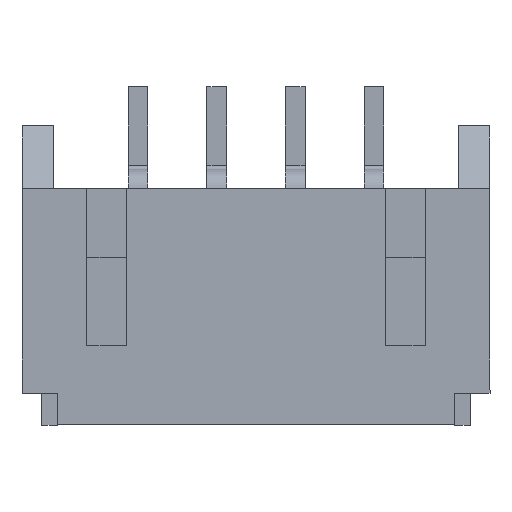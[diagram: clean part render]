
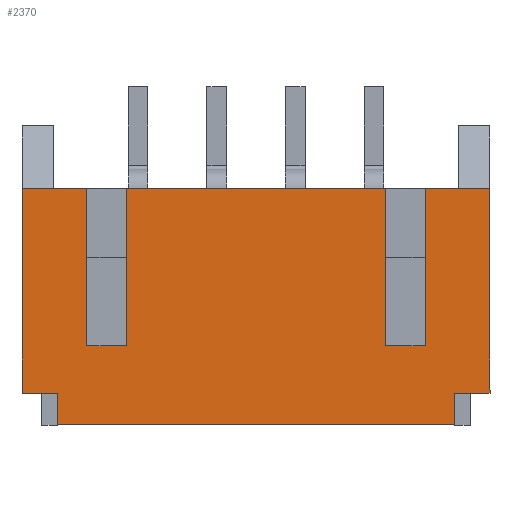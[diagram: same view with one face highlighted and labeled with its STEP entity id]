
A CAD part, top view. The second image highlights one B-rep face of the part: STEP entity #2370.
In plain terms, the highlighted planar face has unit normal (0, 0, 1).
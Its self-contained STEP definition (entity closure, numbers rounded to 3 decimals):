
#188=FACE_OUTER_BOUND('',#310,.T.);
#310=EDGE_LOOP('',(#1679,#1680,#1681,#1682,#1683,#1684,#1685,#1686,#1687,
#1688,#1689,#1690,#1691,#1692,#1693,#1694));
#441=LINE('',#3288,#749);
#445=LINE('',#3296,#753);
#453=LINE('',#3312,#761);
#477=LINE('',#3367,#785);
#478=LINE('',#3368,#786);
#479=LINE('',#3370,#787);
#480=LINE('',#3372,#788);
#481=LINE('',#3373,#789);
#482=LINE('',#3375,#790);
#483=LINE('',#3377,#791);
#484=LINE('',#3379,#792);
#485=LINE('',#3381,#793);
#486=LINE('',#3383,#794);
#487=LINE('',#3385,#795);
#488=LINE('',#3386,#796);
#489=LINE('',#3387,#797);
#749=VECTOR('',#2683,1000.);
#753=VECTOR('',#2687,1000.);
#761=VECTOR('',#2695,1000.);
#785=VECTOR('',#2737,1000.);
#786=VECTOR('',#2738,1000.);
#787=VECTOR('',#2739,1000.);
#788=VECTOR('',#2740,1000.);
#789=VECTOR('',#2741,1000.);
#790=VECTOR('',#2742,1000.);
#791=VECTOR('',#2743,1000.);
#792=VECTOR('',#2744,1000.);
#793=VECTOR('',#2745,1000.);
#794=VECTOR('',#2746,1000.);
#795=VECTOR('',#2747,1000.);
#796=VECTOR('',#2748,1000.);
#797=VECTOR('',#2749,1000.);
#1059=VERTEX_POINT('',#3286);
#1060=VERTEX_POINT('',#3287);
#1063=VERTEX_POINT('',#3293);
#1064=VERTEX_POINT('',#3295);
#1071=VERTEX_POINT('',#3309);
#1072=VERTEX_POINT('',#3311);
#1093=VERTEX_POINT('',#3365);
#1094=VERTEX_POINT('',#3366);
#1095=VERTEX_POINT('',#3369);
#1096=VERTEX_POINT('',#3371);
#1097=VERTEX_POINT('',#3374);
#1098=VERTEX_POINT('',#3376);
#1099=VERTEX_POINT('',#3378);
#1100=VERTEX_POINT('',#3380);
#1101=VERTEX_POINT('',#3382);
#1102=VERTEX_POINT('',#3384);
#1283=EDGE_CURVE('',#1059,#1060,#441,.T.);
#1287=EDGE_CURVE('',#1063,#1064,#445,.T.);
#1295=EDGE_CURVE('',#1071,#1072,#453,.T.);
#1322=EDGE_CURVE('',#1093,#1094,#477,.T.);
#1323=EDGE_CURVE('',#1060,#1093,#478,.T.);
#1324=EDGE_CURVE('',#1095,#1059,#479,.T.);
#1325=EDGE_CURVE('',#1096,#1095,#480,.T.);
#1326=EDGE_CURVE('',#1072,#1096,#481,.T.);
#1327=EDGE_CURVE('',#1071,#1097,#482,.T.);
#1328=EDGE_CURVE('',#1098,#1097,#483,.T.);
#1329=EDGE_CURVE('',#1099,#1098,#484,.T.);
#1330=EDGE_CURVE('',#1099,#1100,#485,.T.);
#1331=EDGE_CURVE('',#1101,#1100,#486,.T.);
#1332=EDGE_CURVE('',#1102,#1101,#487,.T.);
#1333=EDGE_CURVE('',#1102,#1064,#488,.T.);
#1334=EDGE_CURVE('',#1094,#1063,#489,.T.);
#1679=ORIENTED_EDGE('',*,*,#1322,.F.);
#1680=ORIENTED_EDGE('',*,*,#1323,.F.);
#1681=ORIENTED_EDGE('',*,*,#1283,.F.);
#1682=ORIENTED_EDGE('',*,*,#1324,.F.);
#1683=ORIENTED_EDGE('',*,*,#1325,.F.);
#1684=ORIENTED_EDGE('',*,*,#1326,.F.);
#1685=ORIENTED_EDGE('',*,*,#1295,.F.);
#1686=ORIENTED_EDGE('',*,*,#1327,.T.);
#1687=ORIENTED_EDGE('',*,*,#1328,.F.);
#1688=ORIENTED_EDGE('',*,*,#1329,.F.);
#1689=ORIENTED_EDGE('',*,*,#1330,.T.);
#1690=ORIENTED_EDGE('',*,*,#1331,.F.);
#1691=ORIENTED_EDGE('',*,*,#1332,.F.);
#1692=ORIENTED_EDGE('',*,*,#1333,.T.);
#1693=ORIENTED_EDGE('',*,*,#1287,.F.);
#1694=ORIENTED_EDGE('',*,*,#1334,.F.);
#2261=PLANE('',#2511);
#2370=ADVANCED_FACE('',(#188),#2261,.F.);
#2511=AXIS2_PLACEMENT_3D('',#3364,#2735,#2736);
#2683=DIRECTION('',(1.,0.,0.));
#2687=DIRECTION('',(1.,0.,0.));
#2695=DIRECTION('',(1.,0.,0.));
#2735=DIRECTION('center_axis',(0.,0.,
-1.));
#2736=DIRECTION('ref_axis',(1.,0.,0.));
#2737=DIRECTION('',(1.,0.,0.));
#2738=DIRECTION('',(0.,-1.,0.));
#2739=DIRECTION('',(0.,1.,0.));
#2740=DIRECTION('',(1.,0.,0.));
#2741=DIRECTION('',(0.,-1.,0.));
#2742=DIRECTION('',(0.,-1.,0.));
#2743=DIRECTION('',(-1.,0.,0.));
#2744=DIRECTION('',(0.,1.,0.));
#2745=DIRECTION('',(1.,0.,0.));
#2746=DIRECTION('',(0.,-1.,0.));
#2747=DIRECTION('',(-1.,0.,0.));
#2748=DIRECTION('',(0.,1.,0.));
#2749=DIRECTION('',(0.,1.,0.));
#3286=CARTESIAN_POINT('',(-3.3,3.,5.6));
#3287=CARTESIAN_POINT('',(3.3,3.,5.6));
#3288=CARTESIAN_POINT('',(-5.95,3.,5.6));
#3293=CARTESIAN_POINT('',(4.3,3.,5.6));
#3295=CARTESIAN_POINT('',(5.95,3.,5.6));
#3296=CARTESIAN_POINT('',(-5.95,3.,5.6));
#3309=CARTESIAN_POINT('',(-5.95,3.,5.6));
#3311=CARTESIAN_POINT('',(-4.3,3.,5.6));
#3312=CARTESIAN_POINT('',(-5.95,3.,5.6));
#3364=CARTESIAN_POINT('Origin',(-5.95,4.6,5.6));
#3365=CARTESIAN_POINT('',(3.3,-1.,5.6));
#3366=CARTESIAN_POINT('',(4.3,-1.,5.6));
#3367=CARTESIAN_POINT('',(4.3,-1.,5.6));
#3368=CARTESIAN_POINT('',(3.3,-1.,5.6));
#3369=CARTESIAN_POINT('',(-3.3,-1.,5.6));
#3370=CARTESIAN_POINT('',(-3.3,-1.,5.6));
#3371=CARTESIAN_POINT('',(-4.3,-1.,5.6));
#3372=CARTESIAN_POINT('',(-4.3,-1.,5.6));
#3373=CARTESIAN_POINT('',(-4.3,-1.,5.6));
#3374=CARTESIAN_POINT('',(-5.95,-2.2,5.6));
#3375=CARTESIAN_POINT('',(-5.95,-3.,5.6));
#3376=CARTESIAN_POINT('',(-5.05,-2.2,5.6));
#3377=CARTESIAN_POINT('',(-5.95,-2.2,5.6));
#3378=CARTESIAN_POINT('',(-5.05,-3.,5.6));
#3379=CARTESIAN_POINT('',(-5.05,-3.,5.6));
#3380=CARTESIAN_POINT('',(5.05,-3.,5.6));
#3381=CARTESIAN_POINT('',(5.95,-3.,5.6));
#3382=CARTESIAN_POINT('',(5.05,-2.2,5.6));
#3383=CARTESIAN_POINT('',(5.05,-3.,5.6));
#3384=CARTESIAN_POINT('',(5.95,-2.2,5.6));
#3385=CARTESIAN_POINT('',(5.95,-2.2,5.6));
#3386=CARTESIAN_POINT('',(5.95,-3.,5.6));
#3387=CARTESIAN_POINT('',(4.3,-1.,5.6));
